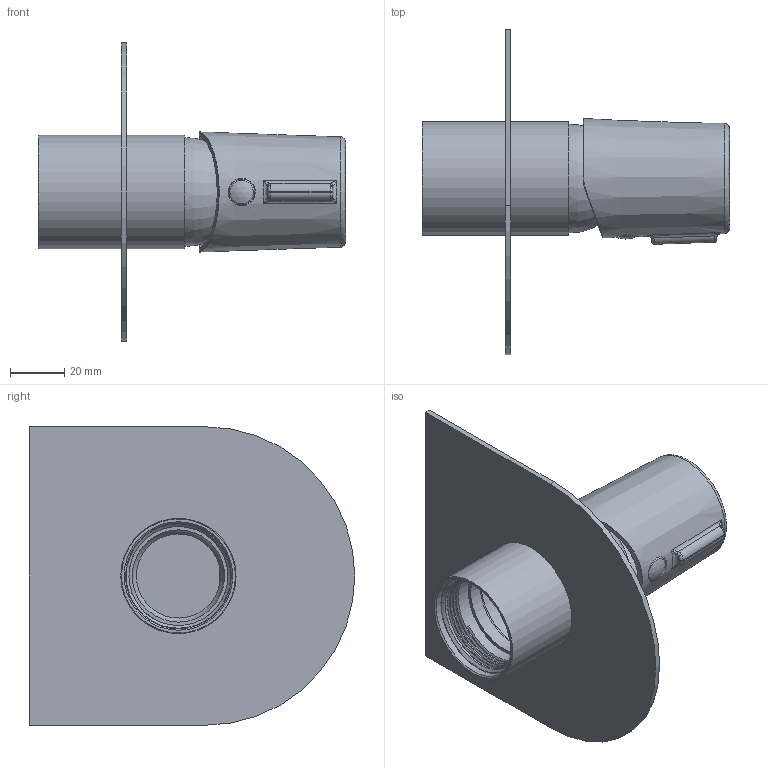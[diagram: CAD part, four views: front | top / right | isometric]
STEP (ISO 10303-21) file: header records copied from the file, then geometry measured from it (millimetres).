
FILE_DESCRIPTION (( 'STEP AP203' ), '1' );
FILE_NAME ('34CP02392.STEP', '2021-01-04T09:56:27', ( '' ), ( '' ), 'SwSTEP 2.0', 'SolidWorks 2018', '' );
FILE_SCHEMA (( 'CONFIG_CONTROL_DESIGN' ));
Length unit declared in the file: millimetre
Products named in the file (1): 34CP02392
Bounding box: 113.2 x 120 x 110 mm (x, y, z)
Volume: 54251.5 mm3; surface area: 56433.2 mm2
Topology: 5 solids, 5 shells, 104 faces, 243 edges, 155 vertices
Faces by surface type: plane 33, cylinder 29, bspline 21, cone 11, torus 9, sphere 1
Full cylindrical faces by diameter (mm): 6.8 x1, 9.5 x1, 10 x1, 31 x1, 34 x1, 35.8 x1, 36.5 x5, 37 x1, 39 x2, 42 x1, 42.5 x1
Entity records: 5244 total; most frequent: CARTESIAN_POINT 3267, ORIENTED_EDGE 382, DIRECTION 353, EDGE_CURVE 191, AXIS2_PLACEMENT_3D 155, EDGE_LOOP 140, VERTEX_POINT 135, FACE_OUTER_BOUND 115
